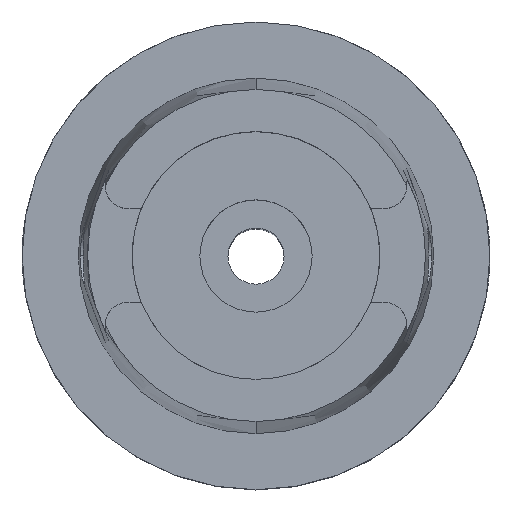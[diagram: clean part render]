
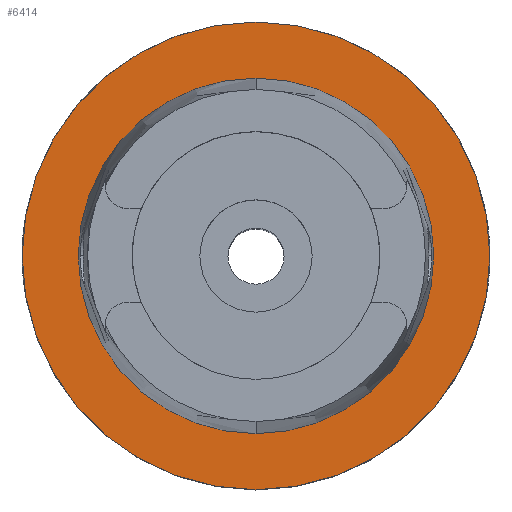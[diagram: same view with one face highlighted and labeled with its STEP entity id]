
A CAD part, top view. The second image highlights one B-rep face of the part: STEP entity #6414.
In plain terms, the highlighted planar face has unit normal (0, 0, 1).
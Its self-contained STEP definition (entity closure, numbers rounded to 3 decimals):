
#3356=CARTESIAN_POINT('',(0.,0.,0.));
#3357=DIRECTION('',(0.,0.,-1.));
#3358=DIRECTION('',(0.,-1.,0.));
#3359=AXIS2_PLACEMENT_3D('',#3356,#3357,#3358);
#3364=CARTESIAN_POINT('',(0.,0.,0.));
#3365=DIRECTION('',(0.,0.,-1.));
#3366=DIRECTION('',(0.,1.,0.));
#3367=AXIS2_PLACEMENT_3D('',#3364,#3365,#3366);
#3372=CARTESIAN_POINT('',(0.,0.,0.));
#3373=DIRECTION('',(0.,0.,1.));
#3374=DIRECTION('',(0.,-1.,0.));
#3375=AXIS2_PLACEMENT_3D('',#3372,#3373,#3374);
#3380=CARTESIAN_POINT('',(0.,0.,0.));
#3381=DIRECTION('',(0.,0.,1.));
#3382=DIRECTION('',(0.,1.,0.));
#3383=AXIS2_PLACEMENT_3D('',#3380,#3381,#3382);
#3603=CARTESIAN_POINT('',(0.,-38.,0.));
#3604=VERTEX_POINT('',#3603);
#3605=CARTESIAN_POINT('',(0.,38.,0.));
#3606=VERTEX_POINT('',#3605);
#4046=CARTESIAN_POINT('',(0.,50.,0.));
#4047=VERTEX_POINT('',#4046);
#4048=CARTESIAN_POINT('',(0.,-50.,0.));
#4049=VERTEX_POINT('',#4048);
#6401=CARTESIAN_POINT('',(0.,0.,0.));
#6402=DIRECTION('',(0.,0.,1.));
#6403=DIRECTION('',(0.,1.,0.));
#6404=AXIS2_PLACEMENT_3D('',#6401,#6402,#6403);
#6405=PLANE('',#6404);
#6406=ORIENTED_EDGE('',*,*,#6166,.T.);
#6407=ORIENTED_EDGE('',*,*,#6275,.T.);
#6408=EDGE_LOOP('',(#6406,#6407));
#6409=FACE_OUTER_BOUND('',#6408,.F.);
#6410=ORIENTED_EDGE('',*,*,#4269,.T.);
#6411=ORIENTED_EDGE('',*,*,#4228,.T.);
#6412=EDGE_LOOP('',(#6410,#6411));
#6413=FACE_BOUND('',#6412,.F.);
#3360=CIRCLE('',#3359,50.);
#3368=CIRCLE('',#3367,50.);
#3376=CIRCLE('',#3375,38.);
#3384=CIRCLE('',#3383,38.);
#4228=EDGE_CURVE('',#3606,#3604,#3384,.T.);
#4269=EDGE_CURVE('',#3604,#3606,#3376,.T.);
#6166=EDGE_CURVE('',#4049,#4047,#3360,.T.);
#6275=EDGE_CURVE('',#4047,#4049,#3368,.T.);
#6414=ADVANCED_FACE('',(#6409,#6413),#6405,.T.);
